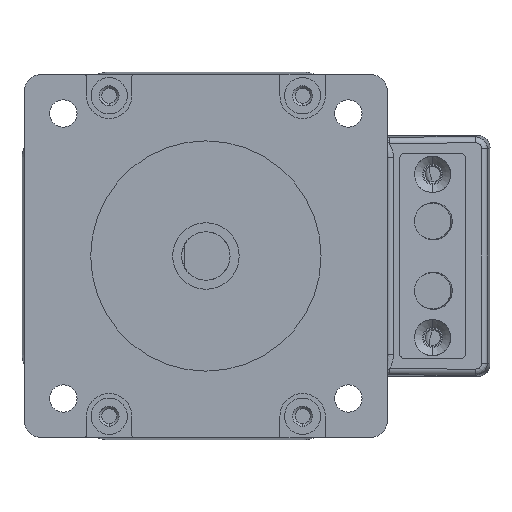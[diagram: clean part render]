
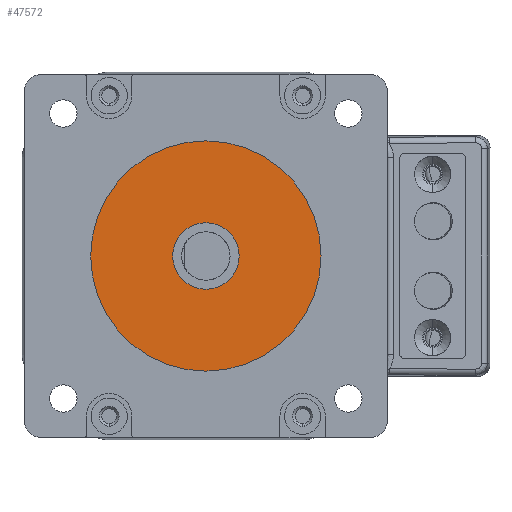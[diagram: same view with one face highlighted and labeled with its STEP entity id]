
A CAD part, front view. The second image highlights one B-rep face of the part: STEP entity #47572.
In plain terms, the highlighted face is planar.
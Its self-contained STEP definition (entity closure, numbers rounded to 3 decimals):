
#44924=CARTESIAN_POINT('',(0.,0.,-1.2));
#44925=DIRECTION('',(0.,0.,1.));
#44926=DIRECTION('',(1.,0.,0.));
#44927=AXIS2_PLACEMENT_3D('',#44924,#44925,#44926);
#44929=CARTESIAN_POINT('',(0.,0.,-1.2));
#44930=DIRECTION('',(0.,0.,1.));
#44931=DIRECTION('',(-1.,0.,0.));
#44932=AXIS2_PLACEMENT_3D('',#44929,#44930,#44931);
#44934=CARTESIAN_POINT('',(0.,0.,-1.2));
#44935=DIRECTION('',(0.,0.,-1.));
#44936=DIRECTION('',(1.,0.,0.));
#44937=AXIS2_PLACEMENT_3D('',#44934,#44935,#44936);
#44939=CARTESIAN_POINT('',(0.,0.,-1.2));
#44940=DIRECTION('',(0.,0.,-1.));
#44941=DIRECTION('',(-1.,0.,0.));
#44942=AXIS2_PLACEMENT_3D('',#44939,#44940,#44941);
#46009=CARTESIAN_POINT('',(5.5,0.,-1.2));
#46010=VERTEX_POINT('',#46009);
#46015=CARTESIAN_POINT('',(-5.5,0.,-1.2));
#46016=VERTEX_POINT('',#46015);
#46525=CARTESIAN_POINT('',(19.05,0.,-1.2));
#46526=CARTESIAN_POINT('',(-19.05,0.,-1.2));
#46527=VERTEX_POINT('',#46525);
#46528=VERTEX_POINT('',#46526);
#47556=CARTESIAN_POINT('',(0.,0.,-1.2));
#47557=DIRECTION('',(0.,0.,-1.));
#47558=DIRECTION('',(-1.,0.,0.));
#47559=AXIS2_PLACEMENT_3D('',#47556,#47557,#47558);
#47560=PLANE('',#47559);
#47561=ORIENTED_EDGE('',*,*,#47546,.F.);
#47563=ORIENTED_EDGE('',*,*,#47562,.F.);
#47564=EDGE_LOOP('',(#47561,#47563));
#47565=FACE_OUTER_BOUND('',#47564,.F.);
#47567=ORIENTED_EDGE('',*,*,#47566,.F.);
#47569=ORIENTED_EDGE('',*,*,#47568,.F.);
#47570=EDGE_LOOP('',(#47567,#47569));
#47571=FACE_BOUND('',#47570,.F.);
#47572=ADVANCED_FACE('',(#47565,#47571),#47560,.T.);
#44928=CIRCLE('',#44927,5.5);
#44933=CIRCLE('',#44932,5.5);
#44938=CIRCLE('',#44937,19.05);
#44943=CIRCLE('',#44942,19.05);
#47546=EDGE_CURVE('',#46527,#46528,#44938,.T.);
#47562=EDGE_CURVE('',#46528,#46527,#44943,.T.);
#47566=EDGE_CURVE('',#46010,#46016,#44928,.T.);
#47568=EDGE_CURVE('',#46016,#46010,#44933,.T.);
